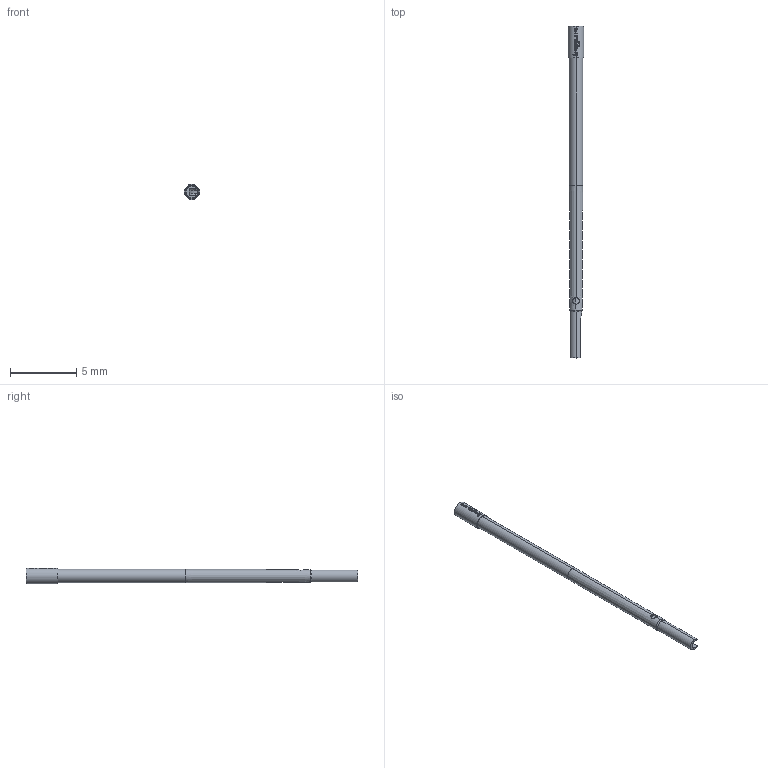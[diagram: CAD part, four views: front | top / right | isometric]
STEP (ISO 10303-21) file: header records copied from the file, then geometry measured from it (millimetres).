
FILE_DESCRIPTION (( 'STEP AP203' ), '1' );
FILE_NAME ('INGUN_KS-097_30_MO0.9-T.STEP', '2022-02-09T05:09:35', ( 'ochi' ), ( '' ), 'SwSTEP 2.0', 'SolidWorks 2018', '' );
FILE_SCHEMA (( 'CONFIG_CONTROL_DESIGN' ));
Length unit declared in the file: millimetre
Products named in the file (1): INGUN_KS-097_30_MO0.9-T
Bounding box: 1.15 x 25 x 1.15 mm (x, y, z)
Volume: 18.5 mm3; surface area: 82.3 mm2
Topology: 1 solids, 1 shells, 106 faces, 298 edges, 196 vertices
Faces by surface type: plane 46, cylinder 32, bspline 22, cone 4, torus 2
Entity records: 3715 total; most frequent: CARTESIAN_POINT 1062, ORIENTED_EDGE 596, DIRECTION 470, EDGE_CURVE 298, VERTEX_POINT 196, AXIS2_PLACEMENT_3D 184, EDGE_LOOP 108, ADVANCED_FACE 106
